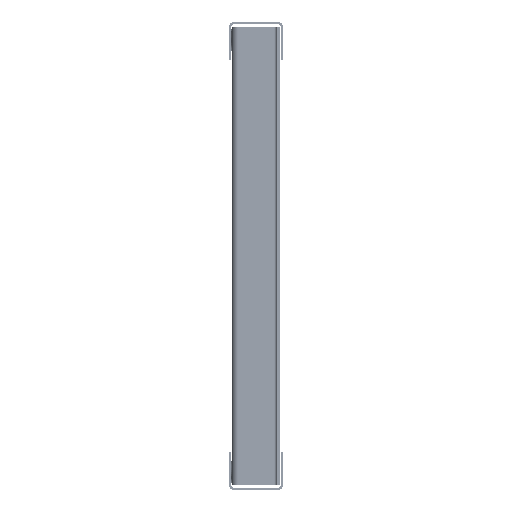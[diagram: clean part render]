
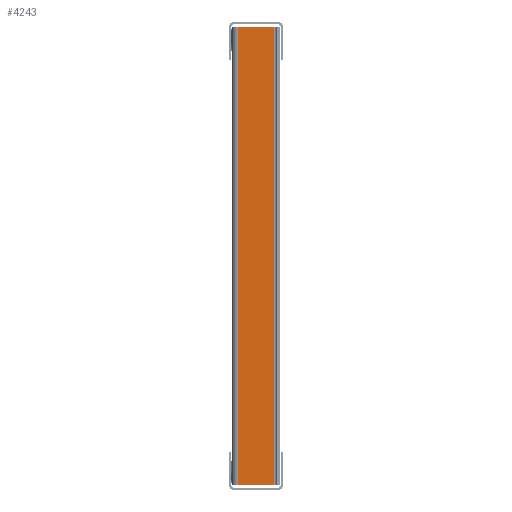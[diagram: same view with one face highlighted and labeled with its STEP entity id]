
A CAD part, left-side view. The second image highlights one B-rep face of the part: STEP entity #4243.
In plain terms, the highlighted planar face has unit normal (-1, 0, 0).
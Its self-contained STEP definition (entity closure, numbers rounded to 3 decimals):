
#281=PLANE('',#4702);
#543=LINE('',#7080,#885);
#551=LINE('',#7098,#893);
#552=LINE('',#7101,#894);
#559=LINE('',#7120,#901);
#885=VECTOR('',#5765,292.);
#893=VECTOR('',#5783,23.);
#894=VECTOR('',#5786,23.);
#901=VECTOR('',#5811,292.);
#1274=FACE_OUTER_BOUND('',#1568,.T.);
#1568=EDGE_LOOP('',(#3596,#3597,#3598,#3599));
#2162=VERTEX_POINT('',#7070);
#2166=VERTEX_POINT('',#7079);
#2171=VERTEX_POINT('',#7096);
#2172=VERTEX_POINT('',#7100);
#2657=EDGE_CURVE('',#2166,#2162,#543,.T.);
#2667=EDGE_CURVE('',#2162,#2171,#551,.T.);
#2668=EDGE_CURVE('',#2172,#2166,#552,.T.);
#2679=EDGE_CURVE('',#2171,#2172,#559,.T.);
#3596=ORIENTED_EDGE('',*,*,#2657,.T.);
#3597=ORIENTED_EDGE('',*,*,#2667,.T.);
#3598=ORIENTED_EDGE('',*,*,#2679,.T.);
#3599=ORIENTED_EDGE('',*,*,#2668,.T.);
#4243=ADVANCED_FACE('',(#1274),#281,.T.);
#4702=AXIS2_PLACEMENT_3D('',#7121,#5812,#5813);
#5765=DIRECTION('',(0.,0.,1.));
#5783=DIRECTION('',(0.,1.,0.));
#5786=DIRECTION('',(0.,-1.,0.));
#5811=DIRECTION('',(0.,0.,-1.));
#5812=DIRECTION('center_axis',(-1.,0.,0.));
#5813=DIRECTION('ref_axis',(0.,0.,1.));
#7070=CARTESIAN_POINT('',(-27.5,-10.5,292.));
#7079=CARTESIAN_POINT('',(-27.5,-10.5,0.));
#7080=CARTESIAN_POINT('',(-27.5,-10.5,0.));
#7096=CARTESIAN_POINT('',(-27.5,12.5,292.));
#7098=CARTESIAN_POINT('',(-27.5,16.5,292.));
#7100=CARTESIAN_POINT('',(-27.5,12.5,0.));
#7101=CARTESIAN_POINT('',(-27.5,16.5,0.));
#7120=CARTESIAN_POINT('',(-27.5,12.5,0.));
#7121=CARTESIAN_POINT('Origin',(-27.5,-12.5,0.));
